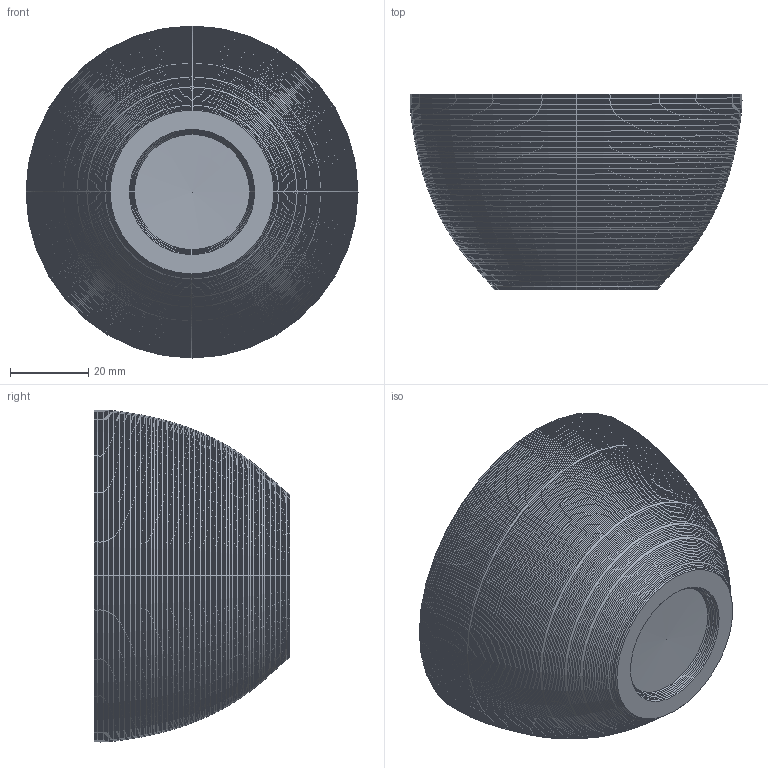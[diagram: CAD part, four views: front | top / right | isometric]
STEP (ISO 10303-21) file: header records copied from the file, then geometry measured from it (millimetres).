
FILE_DESCRIPTION(('Open CASCADE Model'),'2;1');
FILE_NAME('Open CASCADE Shape Model','2026-03-18T17:25:16',('Author'),( 'Open CASCADE'),'Open CASCADE STEP processor 7.8','Open CASCADE 7.8' ,'Unknown');
FILE_SCHEMA(('AUTOMOTIVE_DESIGN { 1 0 10303 214 1 1 1 1 }'));
Length unit declared in the file: millimetre
Products named in the file (1): Open CASCADE STEP translator 7.8 1
Bounding box: 85 x 50 x 85 mm (x, y, z)
Volume: 55010 mm3; surface area: 25593.4 mm2
Topology: 1 solids, 1 shells, 293 faces, 585 edges, 294 vertices
Faces by surface type: cone 287, cylinder 4, plane 2
Full cylindrical faces by diameter (mm): 0.569 x1, 30.533 x1, 31.05 x1, 84.997 x1
Entity records: 14906 total; most frequent: DIRECTION 2629, CARTESIAN_POINT 2337, LINE 1453, VECTOR 1453, ORIENTED_EDGE 1166, PCURVE 1166, DEFINITIONAL_REPRESENTATION 1166, AXIS2_PLACEMENT_3D 586
